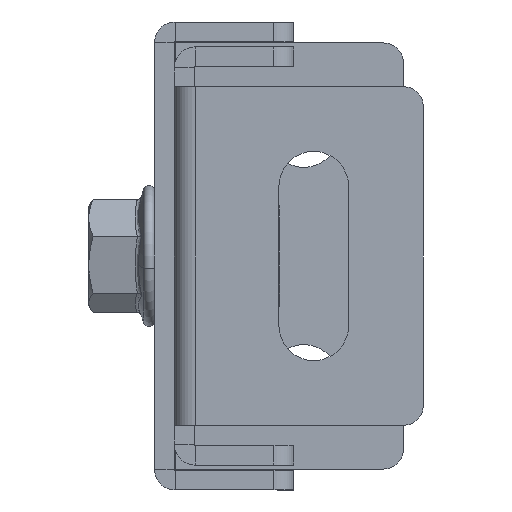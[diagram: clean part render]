
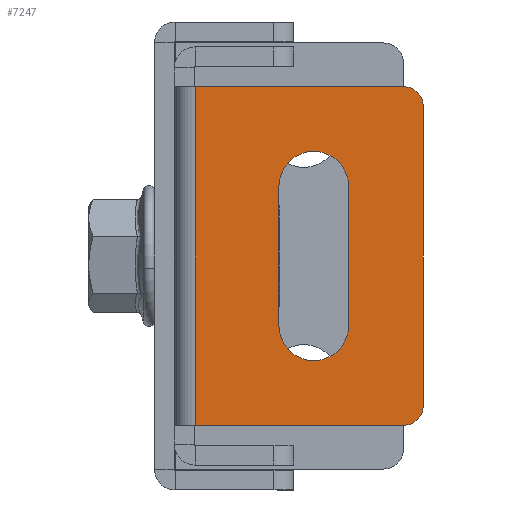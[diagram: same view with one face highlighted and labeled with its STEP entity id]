
A CAD part, left-side view. The second image highlights one B-rep face of the part: STEP entity #7247.
In plain terms, the highlighted face is planar.
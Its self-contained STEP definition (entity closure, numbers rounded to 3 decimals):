
#1412 = LINE ( 'NONE', #1423, #4695 ) ;
#1423 = CARTESIAN_POINT ( 'NONE',  ( 33.5, -25., -17. ) ) ;
#1428 = DIRECTION ( 'NONE',  ( 0., 0., -1. ) ) ;
#1684 = CARTESIAN_POINT ( 'NONE',  ( 33.5, -14., 7. ) ) ;
#1687 = DIRECTION ( 'NONE',  ( 0., 1., 0. ) ) ;
#1689 = DIRECTION ( 'NONE',  ( 1., 0., 0. ) ) ;
#2504 = ORIENTED_EDGE ( 'NONE', *, *, #7811, .F. ) ;
#2505 = ORIENTED_EDGE ( 'NONE', *, *, #7808, .F. ) ;
#2506 = ORIENTED_EDGE ( 'NONE', *, *, #6920, .F. ) ;
#2507 = ORIENTED_EDGE ( 'NONE', *, *, #6728, .F. ) ;
#2523 = ORIENTED_EDGE ( 'NONE', *, *, #6914, .T. ) ;
#2525 = ORIENTED_EDGE ( 'NONE', *, *, #6739, .T. ) ;
#2526 = ORIENTED_EDGE ( 'NONE', *, *, #6775, .T. ) ;
#2527 = ORIENTED_EDGE ( 'NONE', *, *, #7786, .T. ) ;
#2743 = ORIENTED_EDGE ( 'NONE', *, *, #6856, .T. ) ;
#2745 = ORIENTED_EDGE ( 'NONE', *, *, #6838, .F. ) ;
#3002 = LINE ( 'NONE', #3067, #5034 ) ;
#3033 = CARTESIAN_POINT ( 'NONE',  ( 33.5, -14., -7. ) ) ;
#3034 = DIRECTION ( 'NONE',  ( 1., 0., 0. ) ) ;
#3035 = DIRECTION ( 'NONE',  ( 0., 1., 0. ) ) ;
#3062 = DIRECTION ( 'NONE',  ( 0., 0., 1. ) ) ;
#3067 = CARTESIAN_POINT ( 'NONE',  ( 33.5, -10.5, 7. ) ) ;
#3457 = VERTEX_POINT ( 'NONE', #7055 ) ;
#3463 = VERTEX_POINT ( 'NONE', #7065 ) ;
#3464 = VERTEX_POINT ( 'NONE', #7067 ) ;
#3465 = VERTEX_POINT ( 'NONE', #7069 ) ;
#3468 = VERTEX_POINT ( 'NONE', #7073 ) ;
#3469 = VERTEX_POINT ( 'NONE', #7075 ) ;
#3470 = VERTEX_POINT ( 'NONE', #7077 ) ;
#3472 = VERTEX_POINT ( 'NONE', #7081 ) ;
#3477 = VERTEX_POINT ( 'NONE', #7482 ) ;
#3480 = VERTEX_POINT ( 'NONE', #7510 ) ;
#3884 = LINE ( 'NONE', #3886, #4825 ) ;
#3886 = CARTESIAN_POINT ( 'NONE',  ( 33.5, -2., 17. ) ) ;
#3887 = DIRECTION ( 'NONE',  ( 0., -1., 0. ) ) ;
#4047 = LINE ( 'NONE', #4051, #4528 ) ;
#4049 = DIRECTION ( 'NONE',  ( 0., 0., -1. ) ) ;
#4051 = CARTESIAN_POINT ( 'NONE',  ( 33.5, -2.1, -17. ) ) ;
#4251 = AXIS2_PLACEMENT_3D ( 'NONE', #6413, #6414, #6415 ) ;
#4379 = AXIS2_PLACEMENT_3D ( 'NONE', #7710, #7718, #7712 ) ;
#4428 = VECTOR ( 'NONE', #7151, 1000. ) ;
#4431 = AXIS2_PLACEMENT_3D ( 'NONE', #1684, #1689, #1687 ) ;
#4512 = CIRCLE ( 'NONE', #5111, 2. ) ;
#4528 = VECTOR ( 'NONE', #4049, 1000. ) ;
#4561 = VECTOR ( 'NONE', #5304, 1000. ) ;
#4628 = CIRCLE ( 'NONE', #5176, 3.5 ) ;
#4695 = VECTOR ( 'NONE', #1428, 1000. ) ;
#4796 = CIRCLE ( 'NONE', #4251, 2. ) ;
#4825 = VECTOR ( 'NONE', #3887, 1000. ) ;
#5034 = VECTOR ( 'NONE', #3062, 1000. ) ;
#5111 = AXIS2_PLACEMENT_3D ( 'NONE', #8169, #8170, #8174 ) ;
#5146 = CIRCLE ( 'NONE', #4431, 3.5 ) ;
#5176 = AXIS2_PLACEMENT_3D ( 'NONE', #3033, #3034, #3035 ) ;
#5302 = CARTESIAN_POINT ( 'NONE',  ( 33.5, -17.5, 7. ) ) ;
#5304 = DIRECTION ( 'NONE',  ( 0., 0., -1. ) ) ;
#5317 = LINE ( 'NONE', #5302, #4561 ) ;
#5574 = EDGE_LOOP ( 'NONE', ( #2527, #2523, #2526, #2525, #2743, #2745 ) ) ;
#5584 = EDGE_LOOP ( 'NONE', ( #2506, #2507, #2505, #2504 ) ) ;
#6413 = CARTESIAN_POINT ( 'NONE',  ( 33.5, -23., -15. ) ) ;
#6414 = DIRECTION ( 'NONE',  ( 1., 0., 0. ) ) ;
#6415 = DIRECTION ( 'NONE',  ( 0., -1., 0. ) ) ;
#6728 = EDGE_CURVE ( 'NONE', #3464, #3472, #5146, .T. ) ;
#6739 = EDGE_CURVE ( 'NONE', #3457, #3480, #4796, .T. ) ;
#6775 = EDGE_CURVE ( 'NONE', #3468, #3457, #1412, .T. ) ;
#6838 = EDGE_CURVE ( 'NONE', #3469, #3477, #4047, .T. ) ;
#6856 = EDGE_CURVE ( 'NONE', #3480, #3477, #7200, .T. ) ;
#6914 = EDGE_CURVE ( 'NONE', #3463, #3468, #4512, .T. ) ;
#6920 = EDGE_CURVE ( 'NONE', #3472, #3470, #5317, .T. ) ;
#7055 = CARTESIAN_POINT ( 'NONE',  ( 33.5, -25., -15. ) ) ;
#7065 = CARTESIAN_POINT ( 'NONE',  ( 33.5, -23., 17. ) ) ;
#7067 = CARTESIAN_POINT ( 'NONE',  ( 33.5, -10.5, 7. ) ) ;
#7069 = CARTESIAN_POINT ( 'NONE',  ( 33.5, -10.5, -7. ) ) ;
#7073 = CARTESIAN_POINT ( 'NONE',  ( 33.5, -25., 15. ) ) ;
#7075 = CARTESIAN_POINT ( 'NONE',  ( 33.5, -2.1, 17. ) ) ;
#7077 = CARTESIAN_POINT ( 'NONE',  ( 33.5, -17.5, -7. ) ) ;
#7081 = CARTESIAN_POINT ( 'NONE',  ( 33.5, -17.5, 7. ) ) ;
#7151 = DIRECTION ( 'NONE',  ( 0., 1., 0. ) ) ;
#7152 = CARTESIAN_POINT ( 'NONE',  ( 33.5, -2., -17. ) ) ;
#7200 = LINE ( 'NONE', #7152, #4428 ) ;
#7247 = ADVANCED_FACE ( 'NONE', ( #7704, #7713 ), #7700, .F. ) ;
#7482 = CARTESIAN_POINT ( 'NONE',  ( 33.5, -2.1, -17. ) ) ;
#7510 = CARTESIAN_POINT ( 'NONE',  ( 33.5, -23., -17. ) ) ;
#7700 = PLANE ( 'NONE',  #4379 ) ;
#7704 = FACE_BOUND ( 'NONE', #5584, .T. ) ;
#7710 = CARTESIAN_POINT ( 'NONE',  ( 33.5, -25., -17. ) ) ;
#7712 = DIRECTION ( 'NONE',  ( 0., -1., 0. ) ) ;
#7713 = FACE_OUTER_BOUND ( 'NONE', #5574, .T. ) ;
#7718 = DIRECTION ( 'NONE',  ( -1., 0., 0. ) ) ;
#7786 = EDGE_CURVE ( 'NONE', #3469, #3463, #3884, .T. ) ;
#7808 = EDGE_CURVE ( 'NONE', #3465, #3464, #3002, .T. ) ;
#7811 = EDGE_CURVE ( 'NONE', #3470, #3465, #4628, .T. ) ;
#8169 = CARTESIAN_POINT ( 'NONE',  ( 33.5, -23., 15. ) ) ;
#8170 = DIRECTION ( 'NONE',  ( 1., 0., 0. ) ) ;
#8174 = DIRECTION ( 'NONE',  ( 0., -1., 0. ) ) ;
